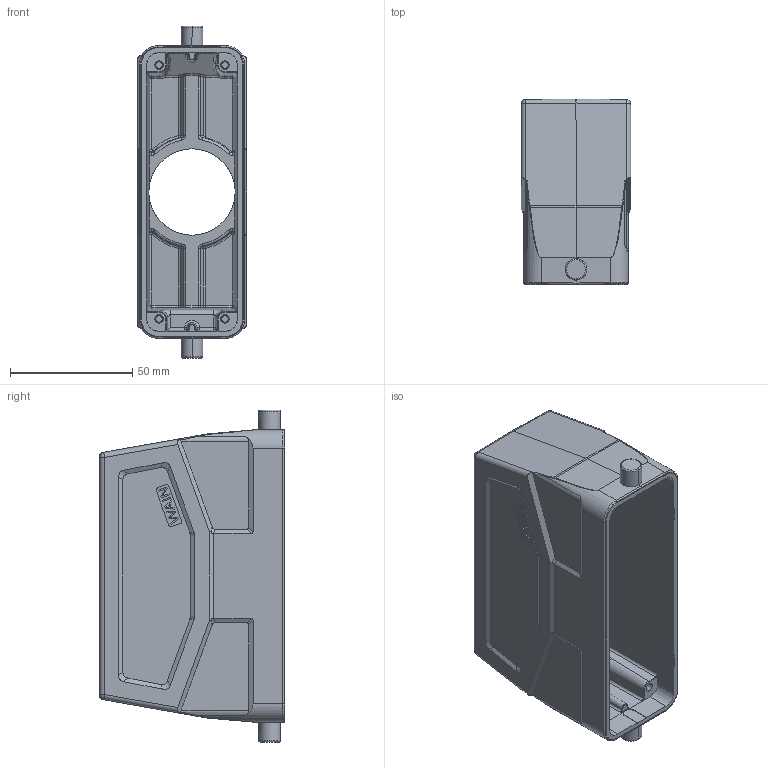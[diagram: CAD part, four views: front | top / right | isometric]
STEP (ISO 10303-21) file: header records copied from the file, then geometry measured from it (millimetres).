
FILE_DESCRIPTION((''),'2;1');
FILE_NAME('3D_1111244105004_W24B-TEH-2B-PG','2017-06-07T',('sh.ye'),(''),'PRO/ENGINEER BY PARAMETRIC TECHNOLOGY CORPORATION, 2010180','PRO/ENGINEER BY PARAMETRIC TECHNOLOGY CORPORATION, 2010180','');
FILE_SCHEMA(('AUTOMOTIVE_DESIGN { 1 0 10303 214 1 1 1 1 }'));
Length unit declared in the file: millimetre
Products named in the file (1): 3D_1111244105004_W24B-TEH-2B-PG
Bounding box: 45 x 76 x 136 mm (x, y, z)
Volume: 97613.1 mm3; surface area: 52339.1 mm2
Topology: 1 solids, 1 shells, 511 faces, 1319 edges, 808 vertices
Faces by surface type: plane 216, cylinder 152, bspline 58, torus 28, sphere 23, extrusion 20, cone 14
Entity records: 19072 total; most frequent: CARTESIAN_POINT 7257, ORIENTED_EDGE 2592, DIRECTION 2137, EDGE_CURVE 1296, VERTEX_POINT 808, VECTOR 717, AXIS2_PLACEMENT_3D 710, LINE 697
